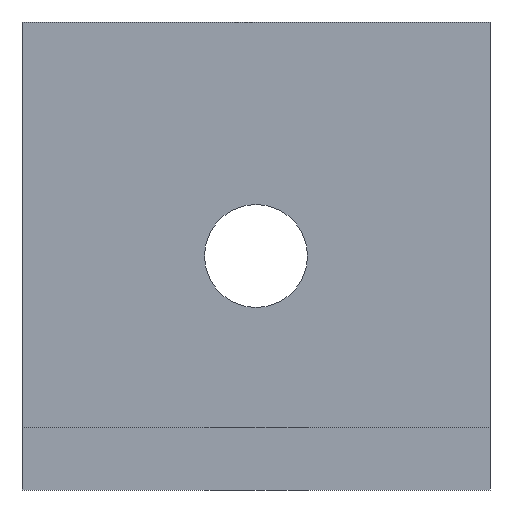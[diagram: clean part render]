
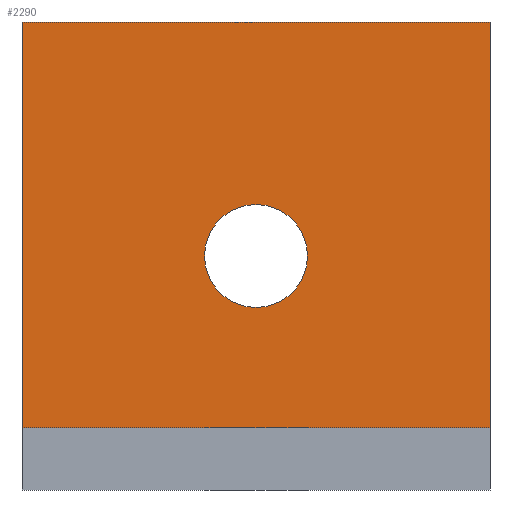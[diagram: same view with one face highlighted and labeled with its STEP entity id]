
A CAD part, front view. The second image highlights one B-rep face of the part: STEP entity #2290.
In plain terms, the highlighted planar face has unit normal (0, -1, 0).
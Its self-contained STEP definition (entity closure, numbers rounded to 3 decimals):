
#540=CARTESIAN_POINT('',(3.3,-4.,0.));
#550=VERTEX_POINT('',#540);
#580=CARTESIAN_POINT('',(0.,-4.,0.))
;
#590=DIRECTION('',(0.,1.,0.));
#600=DIRECTION('',(-1.,0.,0.));
#610=AXIS2_PLACEMENT_3D('',#580,#590,#600);
#620=CIRCLE('',#610,3.3);
#630=CARTESIAN_POINT('',(-3.3,-4.,0.));
#640=VERTEX_POINT('',#630);
#650=EDGE_CURVE('',#550,#640,#620,.T.);
#1010=CARTESIAN_POINT('',(15.,-4.,-11.));
#1020=VERTEX_POINT('',#1010);
#1170=CARTESIAN_POINT('',(-15.,-4.,-11.));
#1180=VERTEX_POINT('',#1170);
#1210=CARTESIAN_POINT('',(0.,-4.,-11.));
#1220=DIRECTION('',(1.,0.,0.));
#1230=VECTOR('',#1220,1.);
#1240=LINE('',#1210,#1230);
#1250=EDGE_CURVE('',#1180,#1020,#1240,.T.);
#1840=CARTESIAN_POINT('',(15.,-4.,0.));
#1850=DIRECTION('',(0.,0.,1.));
#1860=VECTOR('',#1850,1.);
#1870=LINE('',#1840,#1860);
#1880=CARTESIAN_POINT('',(15.,-4.,15.));
#1890=VERTEX_POINT('',#1880);
#1900=EDGE_CURVE('',#1020,#1890,#1870,.T.);
#2010=CARTESIAN_POINT('',(-15.3,-4.,-11.26));
#2020=DIRECTION('',(-0.,-1.,-0.));
#2030=DIRECTION('',(-1.,0.,0.));
#2040=AXIS2_PLACEMENT_3D('',#2010,#2020,#2030);
#2050=PLANE('',#2040);
#2060=ORIENTED_EDGE('',*,*,#650,.T.);
#2070=EDGE_CURVE('',#640,#550,#620,.T.);
#2080=ORIENTED_EDGE('',*,*,#2070,.T.);
#2090=EDGE_LOOP('',(#2080,#2060));
#2100=FACE_BOUND('',#2090,.T.);
#2110=CARTESIAN_POINT('',(-15.,-4.,0.));
#2120=DIRECTION('',(0.,0.,-1.));
#2130=VECTOR('',#2120,1.);
#2140=LINE('',#2110,#2130);
#2150=CARTESIAN_POINT('',(-15.,-4.,15.));
#2160=VERTEX_POINT('',#2150);
#2170=EDGE_CURVE('',#2160,#1180,#2140,.T.);
#2180=ORIENTED_EDGE('',*,*,#2170,.T.);
#2190=CARTESIAN_POINT('',(0.,-4.,15.));
#2200=DIRECTION('',(-1.,0.,0.));
#2210=VECTOR('',#2200,1.);
#2220=LINE('',#2190,#2210);
#2230=EDGE_CURVE('',#1890,#2160,#2220,.T.);
#2240=ORIENTED_EDGE('',*,*,#2230,.T.);
#2250=ORIENTED_EDGE('',*,*,#1900,.T.);
#2260=ORIENTED_EDGE('',*,*,#1250,.T.);
#2270=EDGE_LOOP('',(#2260,#2250,#2240,#2180));
#2280=FACE_OUTER_BOUND('',#2270,.T.);
#2290=ADVANCED_FACE('',(#2100,#2280),#2050,.T.);
